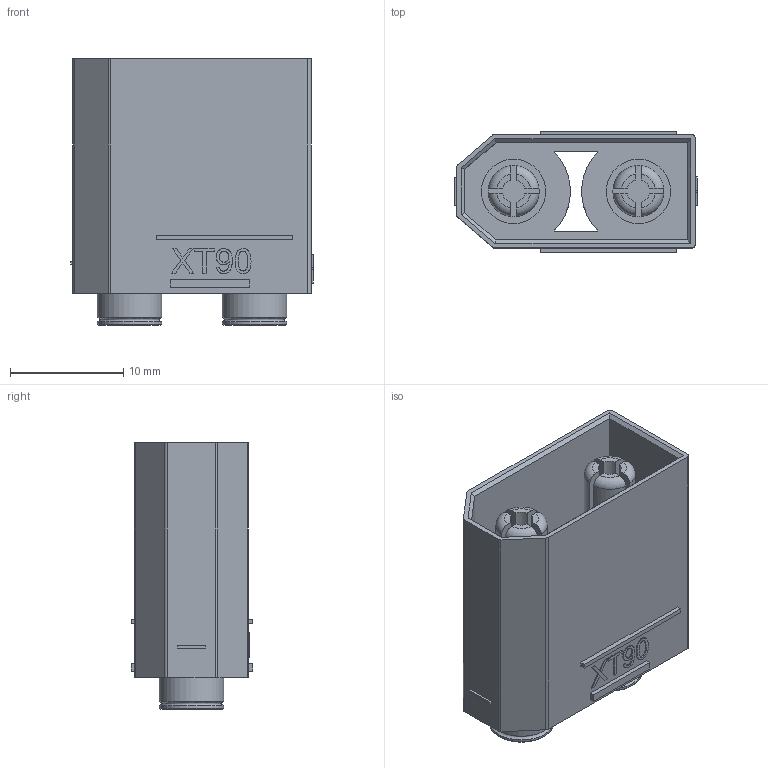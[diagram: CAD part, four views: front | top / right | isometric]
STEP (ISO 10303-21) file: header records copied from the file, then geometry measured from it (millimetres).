
FILE_DESCRIPTION(/* description */ (''),/* implementation_level */ '2;1');
FILE_NAME(/* name */ 'XT90PB-M.step',/* time_stamp */ '2024-03-11T12:35:36+01:00',/* author */ (''),/* organization */ (''),/* preprocessor_version */ 'ST-DEVELOPER v20',/* originating_system */ 'Autodesk Translation Framework v12.20.1.177',/* authorisation */ '');
FILE_SCHEMA (('AUTOMOTIVE_DESIGN { 1 0 10303 214 3 1 1 }'));
Length unit declared in the file: millimetre
Products named in the file (2): (Nicht gespeichert); XTPB-M
Assembly tree (1 placements, depth 2):
  (Nicht gespeichert)
    XTPB-M
Bounding box: 21.4 x 10.7 x 23.5 mm (x, y, z)
Volume: 1997 mm3; surface area: 3798.3 mm2
Topology: 3 solids, 3 shells, 213 faces, 563 edges, 373 vertices
Faces by surface type: plane 120, bspline 55, cylinder 26, torus 8, cone 4
Full cylindrical faces by diameter (mm): 4.5 x2, 5.67 x6, 8.5 x2
Entity records: 7563 total; most frequent: CARTESIAN_POINT 2535, ORIENTED_EDGE 1122, DIRECTION 844, EDGE_CURVE 561, VERTEX_POINT 373, LINE 352, VECTOR 352, AXIS2_PLACEMENT_3D 246
